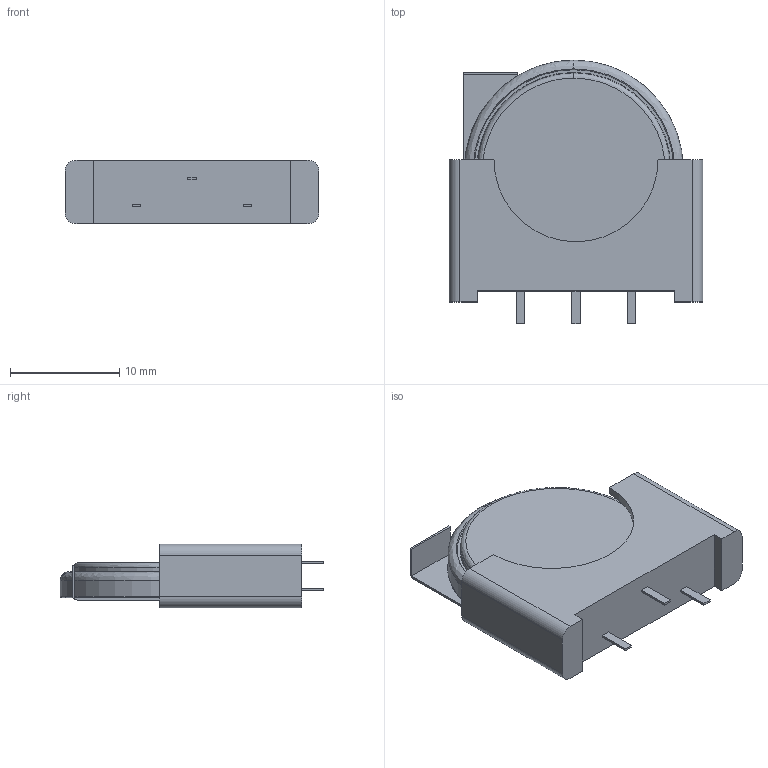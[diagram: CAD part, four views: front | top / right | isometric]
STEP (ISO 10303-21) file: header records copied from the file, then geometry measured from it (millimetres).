
FILE_DESCRIPTION (( 'STEP AP214' ), '1' );
FILE_NAME ('Battery.STEP', '2018-12-17T23:10:53', ( '' ), ( '' ), 'SwSTEP 2.0', 'SolidWorks 2014', '' );
FILE_SCHEMA (( 'AUTOMOTIVE_DESIGN' ));
Length unit declared in the file: millimetre
Products named in the file (3): Battery; Battery-older; CircuitWorks-BATT CR2032
Assembly tree (2 placements, depth 2):
  Battery
    Battery-older
    CircuitWorks-BATT CR2032
Bounding box: 23.2 x 24.1 x 5.8 mm (x, y, z)
Volume: 1466.7 mm3; surface area: 2135.1 mm2
Topology: 2 solids, 2 shells, 63 faces, 155 edges, 100 vertices
Faces by surface type: plane 42, cylinder 11, bspline 6, cone 4
Entity records: 2473 total; most frequent: CARTESIAN_POINT 425, DIRECTION 312, ORIENTED_EDGE 310, EDGE_CURVE 155, VECTOR 114, LINE 114, VERTEX_POINT 100, AXIS2_PLACEMENT_3D 99
